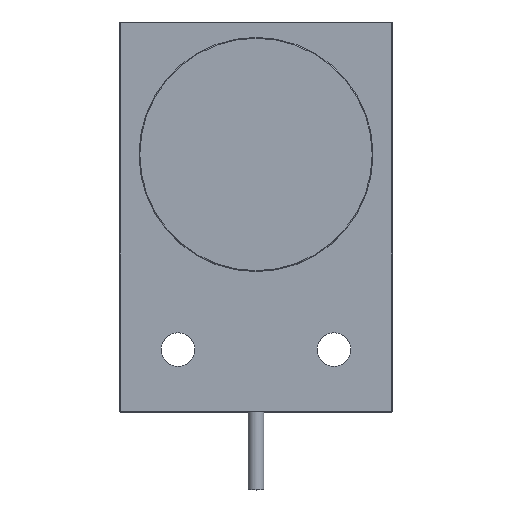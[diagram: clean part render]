
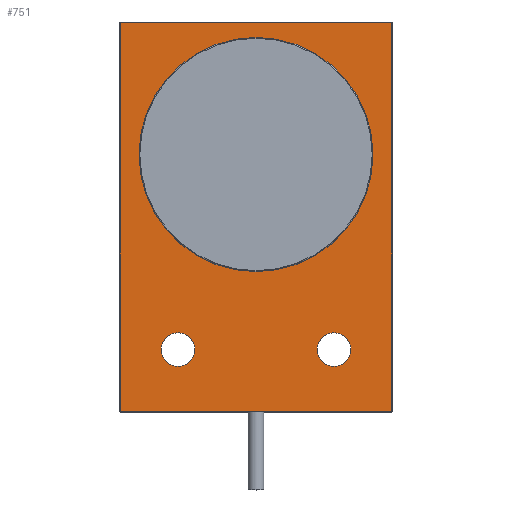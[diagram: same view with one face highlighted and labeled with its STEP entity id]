
A CAD part, top view. The second image highlights one B-rep face of the part: STEP entity #751.
In plain terms, the highlighted planar face has unit normal (0, 0, 1).
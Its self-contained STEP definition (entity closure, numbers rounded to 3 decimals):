
#146=CARTESIAN_POINT('',(17.5,33.,10.));
#147=DIRECTION('',(0.,0.,1.));
#148=DIRECTION('',(1.,0.,0.));
#149=AXIS2_PLACEMENT_3D('',#146,#147,#148);
#151=CARTESIAN_POINT('',(17.5,33.,10.));
#152=DIRECTION('',(0.,0.,1.));
#153=DIRECTION('',(-1.,0.,0.));
#154=AXIS2_PLACEMENT_3D('',#151,#152,#153);
#156=CARTESIAN_POINT('',(7.5,8.,10.));
#157=DIRECTION('',(0.,0.,-1.));
#158=DIRECTION('',(-1.,0.,0.));
#159=AXIS2_PLACEMENT_3D('',#156,#157,#158);
#161=CARTESIAN_POINT('',(7.5,8.,10.));
#162=DIRECTION('',(0.,0.,-1.));
#163=DIRECTION('',(1.,0.,0.));
#164=AXIS2_PLACEMENT_3D('',#161,#162,#163);
#166=CARTESIAN_POINT('',(27.5,8.,10.));
#167=DIRECTION('',(0.,0.,-1.));
#168=DIRECTION('',(-1.,0.,0.));
#169=AXIS2_PLACEMENT_3D('',#166,#167,#168);
#171=CARTESIAN_POINT('',(27.5,8.,10.));
#172=DIRECTION('',(0.,0.,-1.));
#173=DIRECTION('',(1.,0.,0.));
#174=AXIS2_PLACEMENT_3D('',#171,#172,#173);
#176=DIRECTION('',(1.,0.,0.));
#177=VECTOR('',#176,34.8);
#178=CARTESIAN_POINT('',(0.1,0.1,10.));
#179=LINE('',#178,#177);
#180=DIRECTION('',(0.,-1.,0.));
#181=VECTOR('',#180,49.8);
#182=CARTESIAN_POINT('',(0.1,49.9,10.));
#183=LINE('',#182,#181);
#184=DIRECTION('',(-1.,0.,0.));
#185=VECTOR('',#184,34.8);
#186=CARTESIAN_POINT('',(34.9,49.9,10.));
#187=LINE('',#186,#185);
#188=DIRECTION('',(0.,1.,0.));
#189=VECTOR('',#188,49.8);
#190=CARTESIAN_POINT('',(34.9,0.1,10.));
#191=LINE('',#190,#189);
#478=CARTESIAN_POINT('',(32.5,33.,10.));
#479=CARTESIAN_POINT('',(2.5,33.,10.));
#480=VERTEX_POINT('',#478);
#481=VERTEX_POINT('',#479);
#482=CARTESIAN_POINT('',(5.35,8.,10.));
#483=CARTESIAN_POINT('',(9.65,8.,10.));
#484=VERTEX_POINT('',#482);
#485=VERTEX_POINT('',#483);
#486=CARTESIAN_POINT('',(25.35,8.,10.));
#487=CARTESIAN_POINT('',(29.65,8.,10.));
#488=VERTEX_POINT('',#486);
#489=VERTEX_POINT('',#487);
#534=CARTESIAN_POINT('',(0.1,0.1,10.));
#535=CARTESIAN_POINT('',(34.9,0.1,10.));
#536=VERTEX_POINT('',#534);
#537=VERTEX_POINT('',#535);
#542=CARTESIAN_POINT('',(34.9,49.9,10.));
#543=VERTEX_POINT('',#542);
#552=CARTESIAN_POINT('',(0.1,49.9,10.));
#553=VERTEX_POINT('',#552);
#720=CARTESIAN_POINT('',(0.,0.,10.));
#721=DIRECTION('',(0.,0.,1.));
#722=DIRECTION('',(1.,0.,0.));
#723=AXIS2_PLACEMENT_3D('',#720,#721,#722);
#724=PLANE('',#723);
#726=ORIENTED_EDGE('',*,*,#725,.F.);
#728=ORIENTED_EDGE('',*,*,#727,.F.);
#730=ORIENTED_EDGE('',*,*,#729,.F.);
#732=ORIENTED_EDGE('',*,*,#731,.F.);
#733=EDGE_LOOP('',(#726,#728,#730,#732));
#734=FACE_OUTER_BOUND('',#733,.F.);
#736=ORIENTED_EDGE('',*,*,#735,.T.);
#738=ORIENTED_EDGE('',*,*,#737,.T.);
#739=EDGE_LOOP('',(#736,#738));
#740=FACE_BOUND('',#739,.F.);
#742=ORIENTED_EDGE('',*,*,#741,.F.);
#744=ORIENTED_EDGE('',*,*,#743,.F.);
#745=EDGE_LOOP('',(#742,#744));
#746=FACE_BOUND('',#745,.F.);
#747=ORIENTED_EDGE('',*,*,#686,.F.);
#748=ORIENTED_EDGE('',*,*,#707,.F.);
#749=EDGE_LOOP('',(#747,#748));
#750=FACE_BOUND('',#749,.F.);
#751=ADVANCED_FACE('',(#734,#740,#746,#750),#724,.T.);
#150=CIRCLE('',#149,15.);
#155=CIRCLE('',#154,15.);
#160=CIRCLE('',#159,2.15);
#165=CIRCLE('',#164,2.15);
#170=CIRCLE('',#169,2.15);
#175=CIRCLE('',#174,2.15);
#686=EDGE_CURVE('',#488,#489,#170,.T.);
#707=EDGE_CURVE('',#489,#488,#175,.T.);
#725=EDGE_CURVE('',#536,#537,#179,.T.);
#727=EDGE_CURVE('',#553,#536,#183,.T.);
#729=EDGE_CURVE('',#543,#553,#187,.T.);
#731=EDGE_CURVE('',#537,#543,#191,.T.);
#735=EDGE_CURVE('',#480,#481,#150,.T.);
#737=EDGE_CURVE('',#481,#480,#155,.T.);
#741=EDGE_CURVE('',#484,#485,#160,.T.);
#743=EDGE_CURVE('',#485,#484,#165,.T.);
